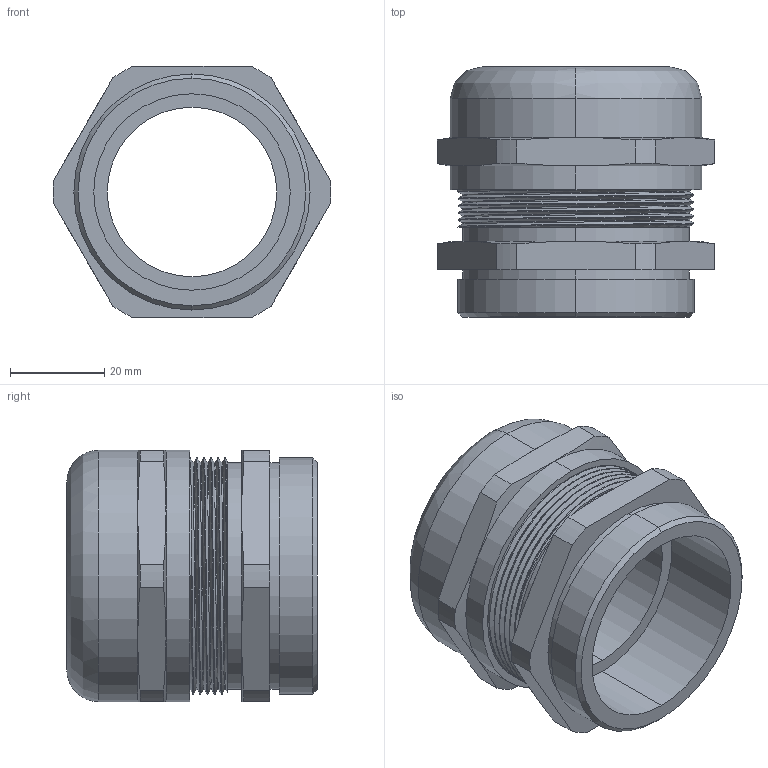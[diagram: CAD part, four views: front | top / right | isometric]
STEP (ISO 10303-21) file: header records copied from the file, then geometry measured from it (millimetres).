
FILE_DESCRIPTION (( 'STEP AP214' ), '1' );
FILE_NAME ('cable_glands_m50.STEP', '2024-08-01T01:50:00', ( '' ), ( '' ), 'SwSTEP 2.0', 'SolidWorks 2022', '' );
FILE_SCHEMA (( 'AUTOMOTIVE_DESIGN' ));
Length unit declared in the file: millimetre
Products named in the file (1): cable_glands_m50
Bounding box: 58.79 x 53 x 53.2 mm (x, y, z)
Volume: 51990 mm3; surface area: 20194.3 mm2
Topology: 1 solids, 1 shells, 89 faces, 214 edges, 134 vertices
Faces by surface type: cylinder 40, cone 22, plane 22, bspline 5
Entity records: 4460 total; most frequent: CARTESIAN_POINT 2465, ORIENTED_EDGE 428, DIRECTION 396, EDGE_CURVE 214, AXIS2_PLACEMENT_3D 166, VERTEX_POINT 134, EDGE_LOOP 98, FACE_OUTER_BOUND 89
